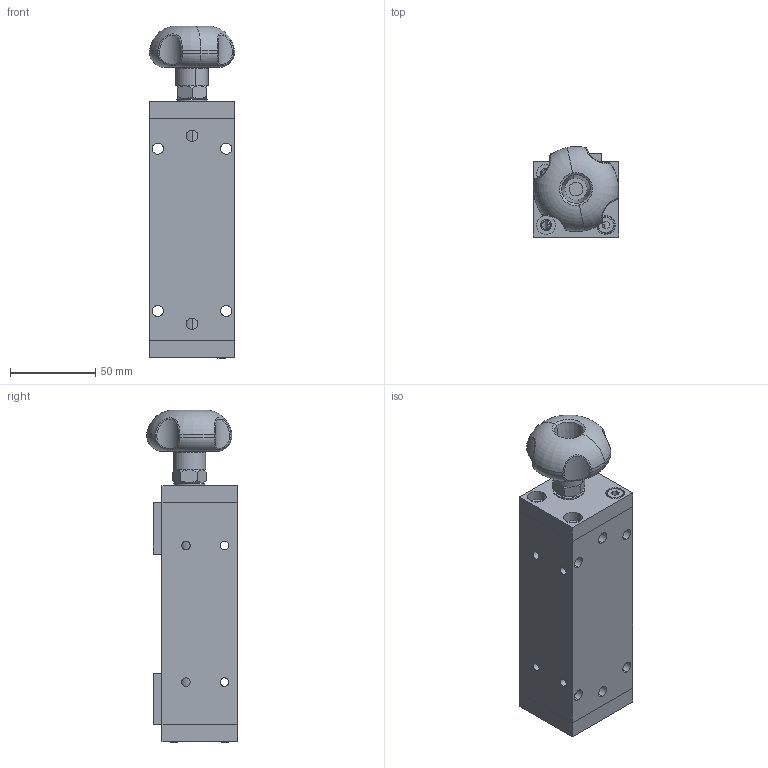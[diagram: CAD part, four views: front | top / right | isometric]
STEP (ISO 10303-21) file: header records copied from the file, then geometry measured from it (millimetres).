
FILE_DESCRIPTION (( 'STEP AP203' ), '1' );
FILE_NAME ('0698.STEP', '2014-07-25T04:09:35', ( '' ), ( '' ), 'SwSTEP 2.0', 'SolidWorks 2012', '' );
FILE_SCHEMA (( 'CONFIG_CONTROL_DESIGN' ));
Length unit declared in the file: millimetre
Products named in the file (1): 0698
Bounding box: 50 x 52.89 x 194.29 mm (x, y, z)
Surface area: 68009.7 mm2 (no closed solid volume)
Topology: 0 solids, 16 shells, 207 faces, 655 edges, 451 vertices
Faces by surface type: cylinder 99, plane 72, cone 24, bspline 8, torus 4
Entity records: 9783 total; most frequent: CARTESIAN_POINT 4043, DIRECTION 1173, ORIENTED_EDGE 1074, EDGE_CURVE 641, VERTEX_POINT 442, AXIS2_PLACEMENT_3D 428, LINE 317, VECTOR 317
